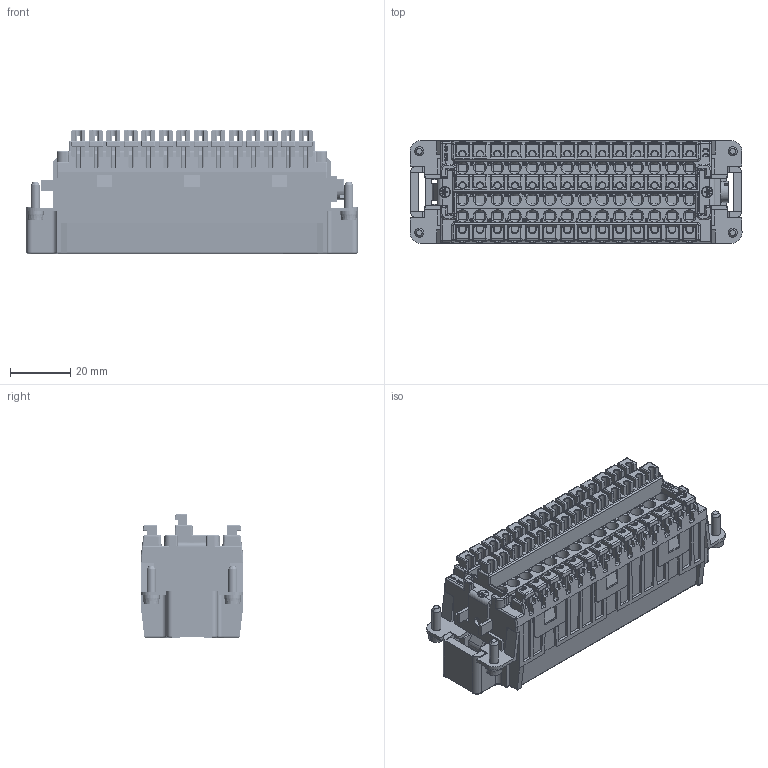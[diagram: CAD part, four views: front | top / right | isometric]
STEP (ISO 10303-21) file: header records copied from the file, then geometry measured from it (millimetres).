
FILE_DESCRIPTION(('Creo Elements/Direct Modeling STEP Export'),'2;1');
FILE_NAME('0ln7uvk5aj4mrai1164','2021-05-06T 9:27:26',(''),(''),'Creo Elements/Direct Modeling STEP processor for AP214 (Solid Model)','Creo Elements/Direct Modeling 20.1B 02-Apr-2019 (C) Parametric Technology GmbH','');
FILE_SCHEMA(('AUTOMOTIVE_DESIGN { 1 0 10303 214 1 1 1 1 }'));
Products named in the file (2): RDSHM_42
Assembly tree (1 placements, depth 2):
  RDSHM_42
    RDSHM_42
Bounding box: 110.2 x 34 x 40.9 mm (x, y, z)
Volume: 73453.7 mm3; surface area: 36200.1 mm2
Topology: 1 solids, 1 shells, 4467 faces, 19361 edges, 15044 vertices
Faces by surface type: plane 2350, cylinder 1313, torus 350, cone 184, sphere 152, bspline 101, extrusion 17
Entity records: 247696 total; most frequent: CARTESIAN_POINT 72353, ORIENTED_EDGE 38418, DIRECTION 27700, EDGE_CURVE 19209, VERTEX_POINT 15044, VECTOR 14638, LINE 14621, AXIS2_PLACEMENT_3D 6531
